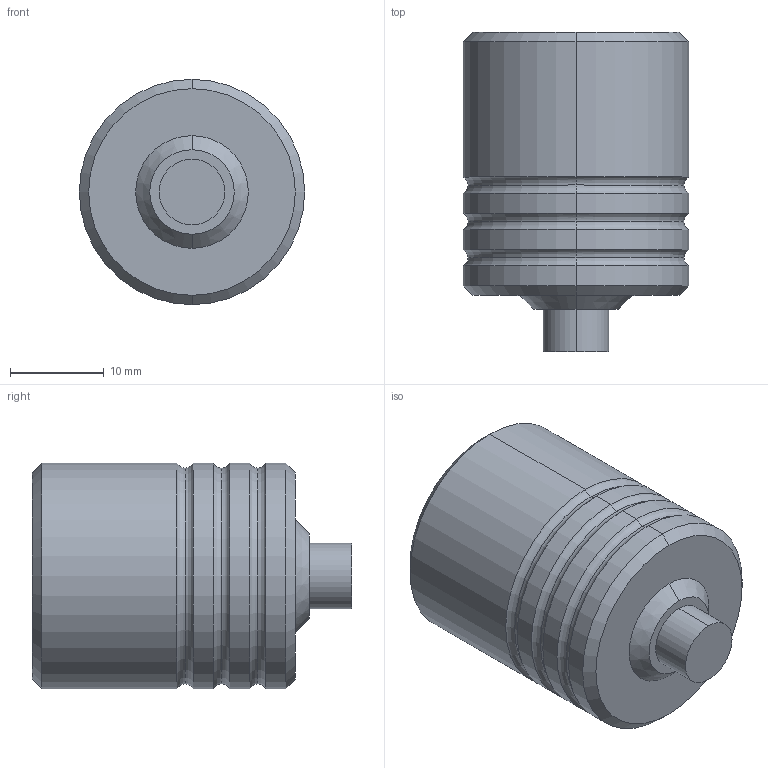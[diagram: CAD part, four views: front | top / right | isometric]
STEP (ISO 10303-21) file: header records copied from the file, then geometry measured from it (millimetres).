
FILE_DESCRIPTION (( 'STEP AP214' ), '1' );
FILE_NAME ('804 395 Schutzkappe Alu G1I.STEP', '2014-03-25T07:52:36', ( '' ), ( '' ), 'SwSTEP 2.0', 'SolidWorks 2013', '' );
FILE_SCHEMA (( 'AUTOMOTIVE_DESIGN' ));
Length unit declared in the file: millimetre
Products named in the file (1): 804 395 Schutzkappe Alu G1I
Bounding box: 24 x 34 x 24 mm (x, y, z)
Volume: 7285.7 mm3; surface area: 4365.3 mm2
Topology: 1 solids, 1 shells, 37 faces, 72 edges, 40 vertices
Faces by surface type: torus 12, cylinder 12, cone 8, plane 5
Entity records: 980 total; most frequent: DIRECTION 200, CARTESIAN_POINT 150, ORIENTED_EDGE 144, AXIS2_PLACEMENT_3D 90, EDGE_CURVE 72, CIRCLE 52, EDGE_LOOP 40, VERTEX_POINT 40
